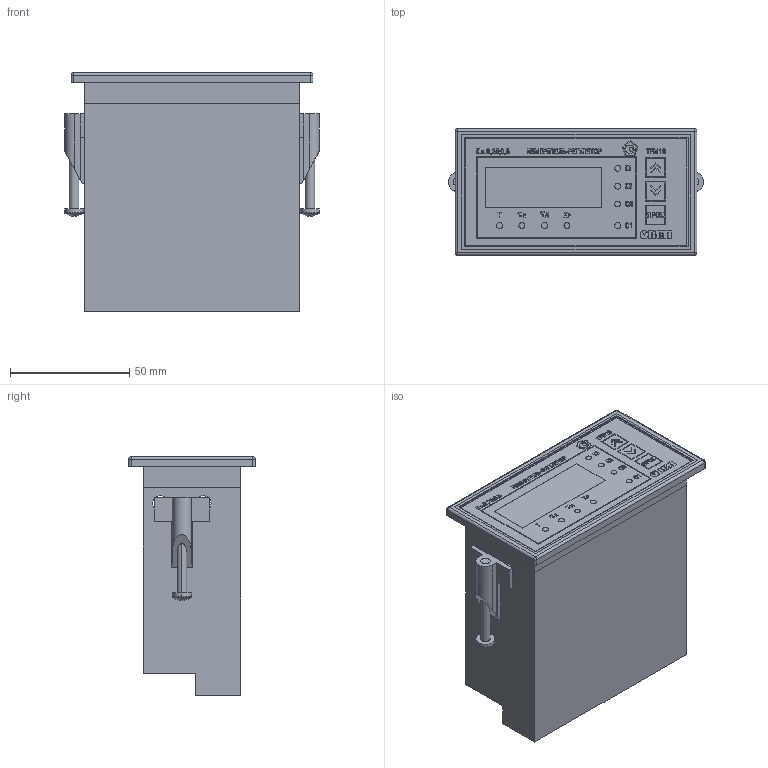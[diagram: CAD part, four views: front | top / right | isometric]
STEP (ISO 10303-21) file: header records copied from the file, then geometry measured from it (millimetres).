
FILE_DESCRIPTION (( 'STEP AP214' ), '1' );
FILE_NAME ('3D Ìîäåëü ÒÐÌ10-Ù2.STEP', '2015-07-30T09:23:19', ( '' ), ( '' ), 'SwSTEP 2.0', 'SolidWorks 2013', '' );
FILE_SCHEMA (( 'AUTOMOTIVE_DESIGN' ));
Length unit declared in the file: millimetre
Products named in the file (8): Êîðïóñ Ù2_2; Êîðïóñ Ù2_1; pan cross head_am_B18.6.7M - M4 x 0.7 x 40 Type I Cross Recessed PHMS --40N; Ñòîïîð âèíòîâîé Ù; Óïëîòíèòåëü Ù2; 3D Ìîäåëü ÒÐÌ10-Ù2; Ïàíåëü ëèöåâàÿ Ù2; Êëåììà íèçêàÿ_11õ8õ5ìì
Assembly tree (24 placements, depth 2):
  3D Ìîäåëü ÒÐÌ10-Ù2
    Óïëîòíèòåëü Ù2
    Ñòîïîð âèíòîâîé Ù  x2
    pan cross head_am_B18.6.7M - M4 x 0.7 x 40 Type I Cross Recessed PHMS --40N  x2
    Êîðïóñ Ù2_1
    Êîðïóñ Ù2_2
    Êëåììà íèçêàÿ_11õ8õ5ìì  x16
    Ïàíåëü ëèöåâàÿ Ù2
Bounding box: 107 x 53 x 100.1 mm (x, y, z)
Volume: 99248.6 mm3; surface area: 89254.4 mm2
Topology: 24 solids, 24 shells, 1833 faces, 4775 edges, 3146 vertices
Faces by surface type: plane 1385, cylinder 219, bspline 217, sphere 8, torus 4
Entity records: 48041 total; most frequent: CARTESIAN_POINT 9214, ORIENTED_EDGE 6180, DIRECTION 4782, EDGE_CURVE 3090, LINE 2450, VECTOR 2450, VERTEX_POINT 2050, EDGE_LOOP 1328
